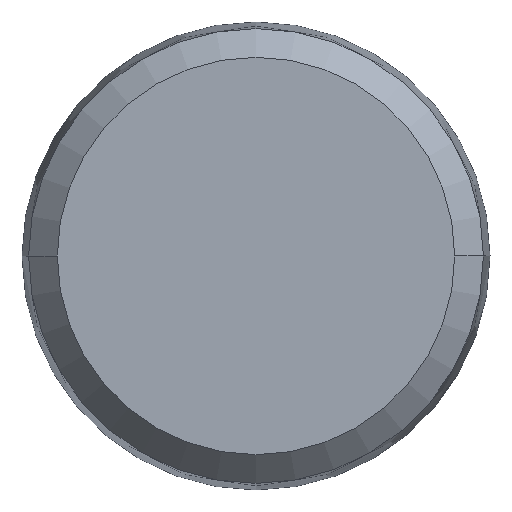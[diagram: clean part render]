
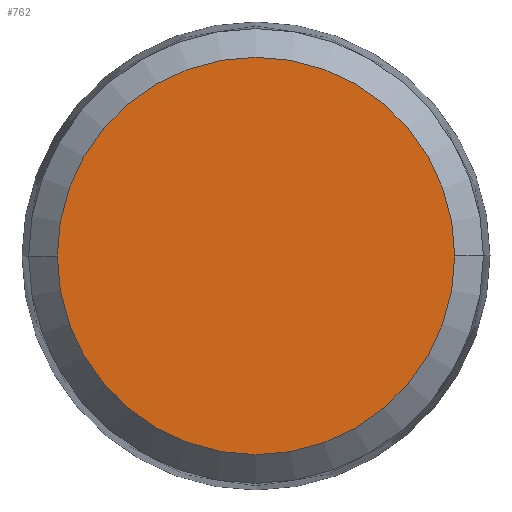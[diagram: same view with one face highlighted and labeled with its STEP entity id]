
A CAD part, front view. The second image highlights one B-rep face of the part: STEP entity #762.
In plain terms, the highlighted planar face has unit normal (0, -1, 0).
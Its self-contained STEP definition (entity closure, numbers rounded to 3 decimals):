
#141 = CARTESIAN_POINT ( 'NONE',  ( 9., 0., 0. ) ) ;
#153 = CIRCLE ( 'NONE', #171, 9. ) ;
#159 = CARTESIAN_POINT ( 'NONE',  ( -9., 0., 0. ) ) ;
#160 = DIRECTION ( 'NONE',  ( 1., 0., 0. ) ) ;
#169 = DIRECTION ( 'NONE',  ( 0., -1., 0. ) ) ;
#170 = CARTESIAN_POINT ( 'NONE',  ( 0., 0., 0. ) ) ;
#171 = AXIS2_PLACEMENT_3D ( 'NONE', #170, #169, #160 ) ;
#472 = VERTEX_POINT ( 'NONE', #141 ) ;
#474 = EDGE_CURVE ( 'NONE', #472, #482, #153, .T. ) ;
#482 = VERTEX_POINT ( 'NONE', #159 ) ;
#524 = DIRECTION ( 'NONE',  ( 1., 0., 0. ) ) ;
#525 = DIRECTION ( 'NONE',  ( 0., -1., 0. ) ) ;
#526 = CARTESIAN_POINT ( 'NONE',  ( 0., 0., 0. ) ) ;
#527 = AXIS2_PLACEMENT_3D ( 'NONE', #526, #525, #524 ) ;
#558 = CIRCLE ( 'NONE', #527, 9. ) ;
#591 = DIRECTION ( 'NONE',  ( 0., 0., -1. ) ) ;
#592 = CARTESIAN_POINT ( 'NONE',  ( 10.75, 0., 0. ) ) ;
#593 = AXIS2_PLACEMENT_3D ( 'NONE', #592, #607, #591 ) ;
#607 = DIRECTION ( 'NONE',  ( 0., -1., 0. ) ) ;
#608 = PLANE ( 'NONE',  #593 ) ;
#610 = FACE_OUTER_BOUND ( 'NONE', #758, .T. ) ;
#740 = EDGE_CURVE ( 'NONE', #482, #472, #558, .T. ) ;
#758 = EDGE_LOOP ( 'NONE', ( #759, #765 ) ) ;
#759 = ORIENTED_EDGE ( 'NONE', *, *, #740, .T. ) ;
#762 = ADVANCED_FACE ( 'NONE', ( #610 ), #608, .T. ) ;
#765 = ORIENTED_EDGE ( 'NONE', *, *, #474, .T. ) ;
